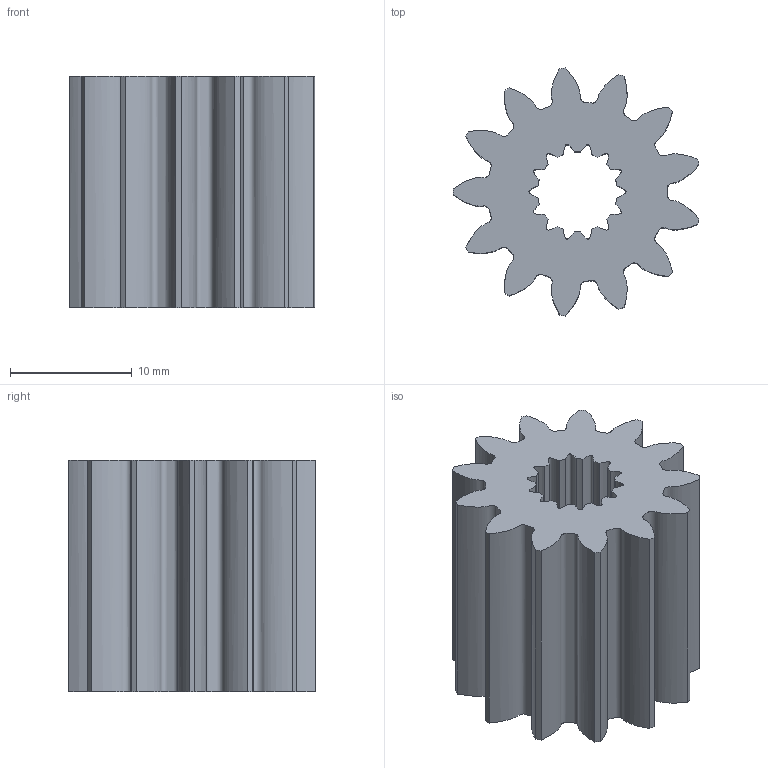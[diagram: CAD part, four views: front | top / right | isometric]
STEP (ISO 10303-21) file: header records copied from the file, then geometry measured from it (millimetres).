
FILE_DESCRIPTION (( 'STEP AP203' ), '1' );
FILE_NAME ('217-6921-001 Rev3.STEP', '2019-08-23T14:55:03', ( '' ), ( '' ), 'SwSTEP 2.0', 'SolidWorks 2017', '' );
FILE_SCHEMA (( 'CONFIG_CONTROL_DESIGN' ));
Length unit declared in the file: millimetre
Products named in the file (1): 217-6921-001 Rev3
Bounding box: 20.22 x 20.36 x 19.05 mm (x, y, z)
Volume: 3867.3 mm3; surface area: 2951 mm2
Topology: 1 solids, 1 shells, 56 faces, 162 edges, 108 vertices
Faces by surface type: cylinder 27, bspline 27, plane 2
Entity records: 6739 total; most frequent: CARTESIAN_POINT 5314, ORIENTED_EDGE 324, DIRECTION 222, EDGE_CURVE 162, VERTEX_POINT 108, AXIS2_PLACEMENT_3D 84, EDGE_LOOP 58, ADVANCED_FACE 56
